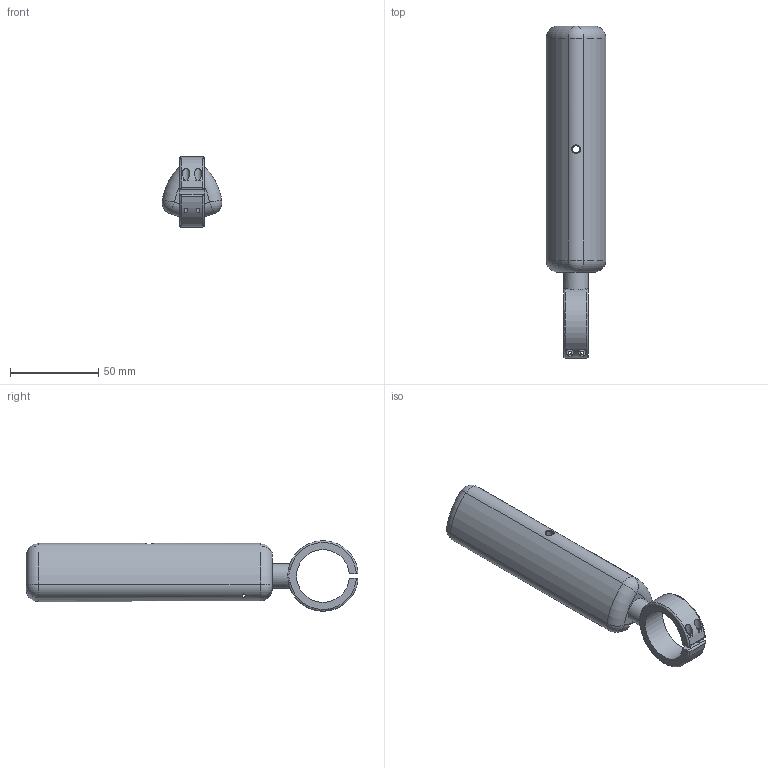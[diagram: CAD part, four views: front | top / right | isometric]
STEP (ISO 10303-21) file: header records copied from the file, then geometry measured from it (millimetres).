
FILE_DESCRIPTION( ( 'Unknown' ), '1' );
FILE_NAME( 'handle.stp', 'Unknown', ( 'Unknown' ), ( 'Unknown' ), 'XStep 1.0', 'Unknown', ' ' );
FILE_SCHEMA( ( 'CONFIG_CONTROL_DESIGN' ) );
Length unit declared in the file: millimetre
Products named in the file (1): 1
Bounding box: 33.99 x 188.61 x 39.95 mm (x, y, z)
Volume: 116306.6 mm3; surface area: 21585.8 mm2
Topology: 1 solids, 1 shells, 56 faces, 141 edges, 84 vertices
Faces by surface type: cylinder 21, plane 12, torus 11, sphere 6, bspline 5, cone 1
Full cylindrical faces by diameter (mm): 1.567 x2, 2 x4, 4.134 x1, 14 x1
Entity records: 7550 total; most frequent: CARTESIAN_POINT 6285, DIRECTION 258, ORIENTED_EDGE 232, AXIS2_PLACEMENT_3D 116, EDGE_CURVE 116, EDGE_LOOP 83, VERTEX_POINT 75, FACE_OUTER_BOUND 65
